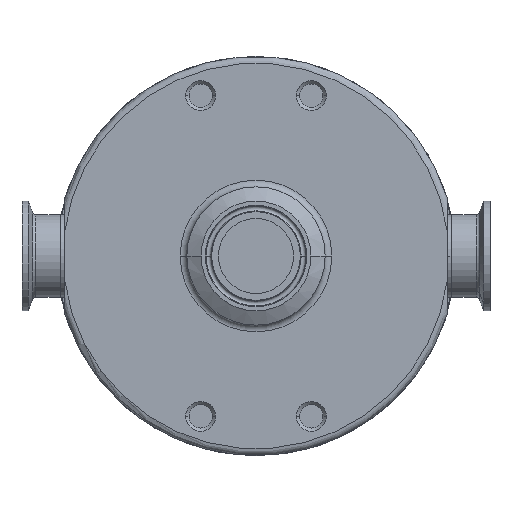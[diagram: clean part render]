
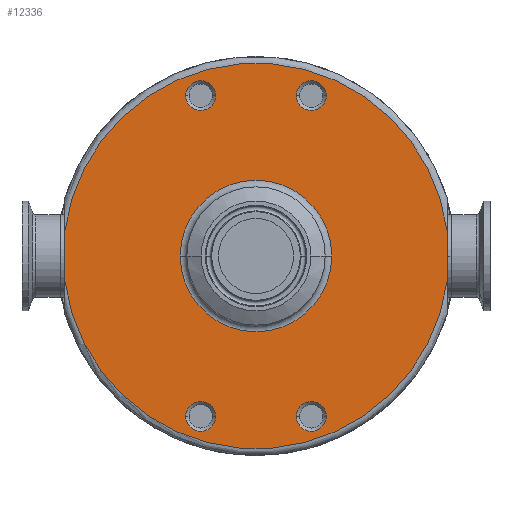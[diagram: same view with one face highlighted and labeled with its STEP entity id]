
A CAD part, front view. The second image highlights one B-rep face of the part: STEP entity #12336.
In plain terms, the highlighted planar face has unit normal (0, -1, 0).
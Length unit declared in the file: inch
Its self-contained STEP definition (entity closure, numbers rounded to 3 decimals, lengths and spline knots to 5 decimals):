
#36 = CARTESIAN_POINT ( 'NONE',  ( -1.27, -1.39, 2.9 ) ) ;
#75 = CARTESIAN_POINT ( 'NONE',  ( 1., -1.39, -2.9 ) ) ;
#141 = FACE_BOUND ( 'NONE', #6983, .T. ) ;
#166 = CARTESIAN_POINT ( 'NONE',  ( -0.73, -1.39, 2.9 ) ) ;
#211 = CIRCLE ( 'NONE', #7270, 0.27 ) ;
#227 = DIRECTION ( 'NONE',  ( 0., 0., 1. ) ) ;
#351 = EDGE_LOOP ( 'NONE', ( #9207, #8480 ) ) ;
#685 = EDGE_CURVE ( 'NONE', #4875, #2985, #5351, .T. ) ;
#705 = CIRCLE ( 'NONE', #3346, 0.27 ) ;
#734 = AXIS2_PLACEMENT_3D ( 'NONE', #6541, #12250, #3589 ) ;
#744 = ORIENTED_EDGE ( 'NONE', *, *, #2953, .F. ) ;
#782 = VECTOR ( 'NONE', #5283, 39.37008 ) ;
#814 = CARTESIAN_POINT ( 'NONE',  ( -3.454, -1.39, 0.4638 ) ) ;
#851 = VECTOR ( 'NONE', #227, 39.37008 ) ;
#926 = LINE ( 'NONE', #978, #851 ) ;
#955 = DIRECTION ( 'NONE',  ( 0., -1., 0. ) ) ;
#978 = CARTESIAN_POINT ( 'NONE',  ( -3.454, -1.39, 1.37 ) ) ;
#1016 = EDGE_CURVE ( 'NONE', #5429, #8774, #12197, .T. ) ;
#1084 = FACE_BOUND ( 'NONE', #5773, .T. ) ;
#1327 = ORIENTED_EDGE ( 'NONE', *, *, #11512, .F. ) ;
#1340 = DIRECTION ( 'NONE',  ( 1., 0., 0. ) ) ;
#1363 = DIRECTION ( 'NONE',  ( 1., 0., 0. ) ) ;
#1604 = VERTEX_POINT ( 'NONE', #166 ) ;
#1723 = AXIS2_PLACEMENT_3D ( 'NONE', #8717, #955, #9477 ) ;
#1836 = DIRECTION ( 'NONE',  ( 1., 0., 0. ) ) ;
#2054 = DIRECTION ( 'NONE',  ( 1., 0., 0. ) ) ;
#2123 = DIRECTION ( 'NONE',  ( 1., 0., 0. ) ) ;
#2308 = CIRCLE ( 'NONE', #5960, 1.37 ) ;
#2337 = ORIENTED_EDGE ( 'NONE', *, *, #4458, .F. ) ;
#2410 = EDGE_CURVE ( 'NONE', #2710, #9398, #7776, .T. ) ;
#2710 = VERTEX_POINT ( 'NONE', #9900 ) ;
#2796 = CIRCLE ( 'NONE', #4008, 0.27 ) ;
#2831 = DIRECTION ( 'NONE',  ( 0., -1., 0. ) ) ;
#2923 = ORIENTED_EDGE ( 'NONE', *, *, #4393, .F. ) ;
#2953 = EDGE_CURVE ( 'NONE', #6526, #9795, #211, .T. ) ;
#2963 = VERTEX_POINT ( 'NONE', #5658 ) ;
#2985 = VERTEX_POINT ( 'NONE', #7007 ) ;
#3006 = EDGE_LOOP ( 'NONE', ( #12201, #10666 ) ) ;
#3178 = ORIENTED_EDGE ( 'NONE', *, *, #2410, .T. ) ;
#3346 = AXIS2_PLACEMENT_3D ( 'NONE', #4559, #2831, #6674 ) ;
#3540 = CIRCLE ( 'NONE', #4729, 0.27 ) ;
#3589 = DIRECTION ( 'NONE',  ( 1., 0., 0. ) ) ;
#3710 = VERTEX_POINT ( 'NONE', #6045 ) ;
#3715 = AXIS2_PLACEMENT_3D ( 'NONE', #3837, #4850, #12331 ) ;
#3837 = CARTESIAN_POINT ( 'NONE',  ( 0., -1.39, 0. ) ) ;
#3992 = CARTESIAN_POINT ( 'NONE',  ( 1.27, -1.39, -2.9 ) ) ;
#4008 = AXIS2_PLACEMENT_3D ( 'NONE', #75, #11619, #2054 ) ;
#4009 = FACE_BOUND ( 'NONE', #3006, .T. ) ;
#4015 = CARTESIAN_POINT ( 'NONE',  ( 1.37, -1.39, 0. ) ) ;
#4022 = ORIENTED_EDGE ( 'NONE', *, *, #8521, .F. ) ;
#4393 = EDGE_CURVE ( 'NONE', #3710, #8866, #5144, .T. ) ;
#4448 = PLANE ( 'NONE',  #8838 ) ;
#4458 = EDGE_CURVE ( 'NONE', #8774, #5429, #705, .T. ) ;
#4492 = DIRECTION ( 'NONE',  ( 0., -1., 0. ) ) ;
#4559 = CARTESIAN_POINT ( 'NONE',  ( 1., -1.39, 2.9 ) ) ;
#4571 = AXIS2_PLACEMENT_3D ( 'NONE', #9051, #7046, #1363 ) ;
#4729 = AXIS2_PLACEMENT_3D ( 'NONE', #11983, #10103, #8289 ) ;
#4752 = AXIS2_PLACEMENT_3D ( 'NONE', #7672, #6411, #11506 ) ;
#4850 = DIRECTION ( 'NONE',  ( 0., -1., 0. ) ) ;
#4875 = VERTEX_POINT ( 'NONE', #10659 ) ;
#4899 = EDGE_LOOP ( 'NONE', ( #8442, #3178, #4022, #7849 ) ) ;
#4919 = CIRCLE ( 'NONE', #3715, 1.37 ) ;
#5144 = CIRCLE ( 'NONE', #4752, 0.27 ) ;
#5283 = DIRECTION ( 'NONE',  ( 0., 0., -1. ) ) ;
#5351 = CIRCLE ( 'NONE', #1723, 3.485 ) ;
#5407 = EDGE_CURVE ( 'NONE', #11088, #1604, #9977, .T. ) ;
#5429 = VERTEX_POINT ( 'NONE', #5673 ) ;
#5595 = DIRECTION ( 'NONE',  ( 0., -1., 0. ) ) ;
#5658 = CARTESIAN_POINT ( 'NONE',  ( -1.37, -1.39, 0. ) ) ;
#5673 = CARTESIAN_POINT ( 'NONE',  ( 1.27, -1.39, 2.9 ) ) ;
#5773 = EDGE_LOOP ( 'NONE', ( #744, #1327 ) ) ;
#5859 = CARTESIAN_POINT ( 'NONE',  ( -1.27, -1.39, -2.9 ) ) ;
#5960 = AXIS2_PLACEMENT_3D ( 'NONE', #7384, #4492, #11277 ) ;
#6045 = CARTESIAN_POINT ( 'NONE',  ( -0.73, -1.39, -2.9 ) ) ;
#6053 = LINE ( 'NONE', #10806, #782 ) ;
#6111 = EDGE_CURVE ( 'NONE', #8847, #2963, #4919, .T. ) ;
#6164 = FACE_BOUND ( 'NONE', #351, .T. ) ;
#6212 = EDGE_CURVE ( 'NONE', #8866, #3710, #7129, .T. ) ;
#6396 = AXIS2_PLACEMENT_3D ( 'NONE', #6789, #11442, #6668 ) ;
#6411 = DIRECTION ( 'NONE',  ( 0., -1., 0. ) ) ;
#6526 = VERTEX_POINT ( 'NONE', #3992 ) ;
#6541 = CARTESIAN_POINT ( 'NONE',  ( -1., -1.39, 2.9 ) ) ;
#6668 = DIRECTION ( 'NONE',  ( 1., 0., 0. ) ) ;
#6674 = DIRECTION ( 'NONE',  ( 1., 0., 0. ) ) ;
#6764 = EDGE_CURVE ( 'NONE', #1604, #11088, #3540, .T. ) ;
#6789 = CARTESIAN_POINT ( 'NONE',  ( 1., -1.39, 2.9 ) ) ;
#6906 = EDGE_CURVE ( 'NONE', #2963, #8847, #2308, .T. ) ;
#6983 = EDGE_LOOP ( 'NONE', ( #11241, #2337 ) ) ;
#7007 = CARTESIAN_POINT ( 'NONE',  ( 3.454, -1.39, -0.4638 ) ) ;
#7046 = DIRECTION ( 'NONE',  ( 0., -1., 0. ) ) ;
#7129 = CIRCLE ( 'NONE', #8138, 0.27 ) ;
#7151 = CARTESIAN_POINT ( 'NONE',  ( 0., -1.39, 1.37 ) ) ;
#7270 = AXIS2_PLACEMENT_3D ( 'NONE', #11416, #5595, #1836 ) ;
#7384 = CARTESIAN_POINT ( 'NONE',  ( 0., -1.39, 0. ) ) ;
#7484 = EDGE_LOOP ( 'NONE', ( #2923, #10095 ) ) ;
#7672 = CARTESIAN_POINT ( 'NONE',  ( -1., -1.39, -2.9 ) ) ;
#7776 = CIRCLE ( 'NONE', #4571, 3.485 ) ;
#7845 = FACE_OUTER_BOUND ( 'NONE', #4899, .T. ) ;
#7849 = ORIENTED_EDGE ( 'NONE', *, *, #685, .T. ) ;
#8094 = DIRECTION ( 'NONE',  ( 0., -1., 0. ) ) ;
#8138 = AXIS2_PLACEMENT_3D ( 'NONE', #8677, #10803, #2123 ) ;
#8289 = DIRECTION ( 'NONE',  ( 1., 0., 0. ) ) ;
#8442 = ORIENTED_EDGE ( 'NONE', *, *, #9986, .F. ) ;
#8480 = ORIENTED_EDGE ( 'NONE', *, *, #6906, .F. ) ;
#8521 = EDGE_CURVE ( 'NONE', #4875, #9398, #926, .T. ) ;
#8677 = CARTESIAN_POINT ( 'NONE',  ( -1., -1.39, -2.9 ) ) ;
#8717 = CARTESIAN_POINT ( 'NONE',  ( 0., -1.39, 0. ) ) ;
#8774 = VERTEX_POINT ( 'NONE', #9250 ) ;
#8838 = AXIS2_PLACEMENT_3D ( 'NONE', #7151, #8094, #1340 ) ;
#8847 = VERTEX_POINT ( 'NONE', #4015 ) ;
#8866 = VERTEX_POINT ( 'NONE', #5859 ) ;
#9051 = CARTESIAN_POINT ( 'NONE',  ( 0., -1.39, 0. ) ) ;
#9207 = ORIENTED_EDGE ( 'NONE', *, *, #6111, .F. ) ;
#9250 = CARTESIAN_POINT ( 'NONE',  ( 0.73, -1.39, 2.9 ) ) ;
#9382 = CARTESIAN_POINT ( 'NONE',  ( 0.73, -1.39, -2.9 ) ) ;
#9398 = VERTEX_POINT ( 'NONE', #814 ) ;
#9477 = DIRECTION ( 'NONE',  ( 1., 0., 0. ) ) ;
#9715 = FACE_BOUND ( 'NONE', #7484, .T. ) ;
#9795 = VERTEX_POINT ( 'NONE', #9382 ) ;
#9900 = CARTESIAN_POINT ( 'NONE',  ( 3.454, -1.39, 0.4638 ) ) ;
#9977 = CIRCLE ( 'NONE', #734, 0.27 ) ;
#9986 = EDGE_CURVE ( 'NONE', #2710, #2985, #6053, .T. ) ;
#10095 = ORIENTED_EDGE ( 'NONE', *, *, #6212, .F. ) ;
#10103 = DIRECTION ( 'NONE',  ( 0., -1., 0. ) ) ;
#10659 = CARTESIAN_POINT ( 'NONE',  ( -3.454, -1.39, -0.4638 ) ) ;
#10666 = ORIENTED_EDGE ( 'NONE', *, *, #5407, .F. ) ;
#10803 = DIRECTION ( 'NONE',  ( 0., -1., 0. ) ) ;
#10806 = CARTESIAN_POINT ( 'NONE',  ( 3.454, -1.39, 1.37 ) ) ;
#11088 = VERTEX_POINT ( 'NONE', #36 ) ;
#11241 = ORIENTED_EDGE ( 'NONE', *, *, #1016, .F. ) ;
#11277 = DIRECTION ( 'NONE',  ( 1., 0., 0. ) ) ;
#11416 = CARTESIAN_POINT ( 'NONE',  ( 1., -1.39, -2.9 ) ) ;
#11442 = DIRECTION ( 'NONE',  ( 0., -1., 0. ) ) ;
#11506 = DIRECTION ( 'NONE',  ( 1., 0., 0. ) ) ;
#11512 = EDGE_CURVE ( 'NONE', #9795, #6526, #2796, .T. ) ;
#11619 = DIRECTION ( 'NONE',  ( 0., -1., 0. ) ) ;
#11983 = CARTESIAN_POINT ( 'NONE',  ( -1., -1.39, 2.9 ) ) ;
#12197 = CIRCLE ( 'NONE', #6396, 0.27 ) ;
#12201 = ORIENTED_EDGE ( 'NONE', *, *, #6764, .F. ) ;
#12250 = DIRECTION ( 'NONE',  ( 0., -1., 0. ) ) ;
#12331 = DIRECTION ( 'NONE',  ( 1., 0., 0. ) ) ;
#12336 = ADVANCED_FACE ( 'Defeatured_0_209', ( #9715, #1084, #141, #4009, #7845, #6164 ), #4448, .T. ) ;
